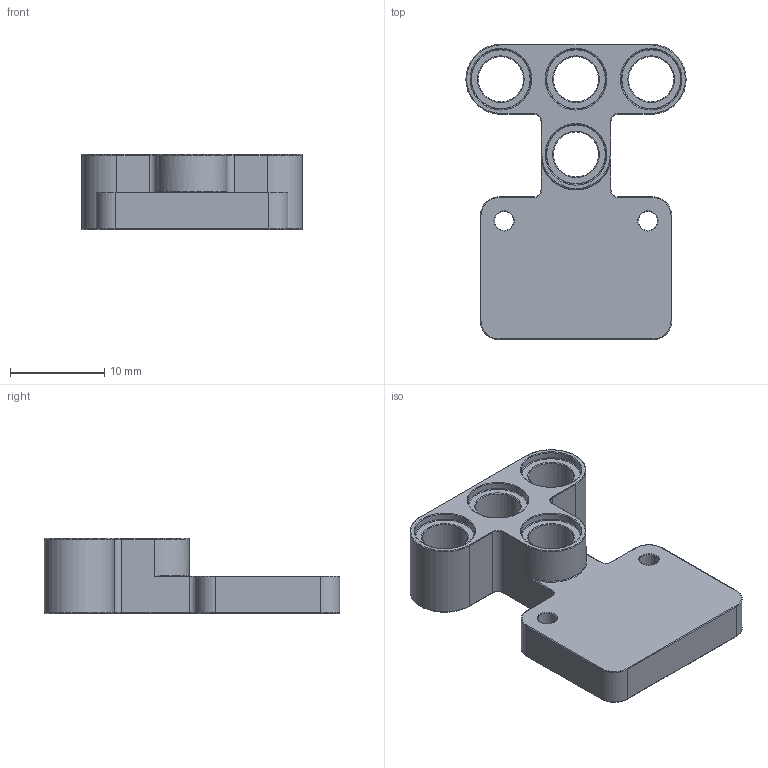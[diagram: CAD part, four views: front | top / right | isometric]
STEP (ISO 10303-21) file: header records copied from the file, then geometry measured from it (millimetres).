
FILE_DESCRIPTION(/* description */ (''),/* implementation_level */ '2;1');
FILE_NAME(/* name */ 'color_sensor_mount.step',/* time_stamp */ '2025-08-23T11:24:12+02:00',/* author */ (''),/* organization */ (''),/* preprocessor_version */ 'ST-DEVELOPER v20.1',/* originating_system */ 'Autodesk Translation Framework v14.10.0.0',/* authorisation */ '');
FILE_SCHEMA (('AUTOMOTIVE_DESIGN { 1 0 10303 214 3 1 1 }'));
Length unit declared in the file: millimetre
Products named in the file (1): color_sensor_mount
Bounding box: 23.35 x 31.32 x 7.97 mm (x, y, z)
Volume: 2285 mm3; surface area: 2203.9 mm2
Topology: 1 solids, 1 shells, 120 faces, 274 edges, 162 vertices
Faces by surface type: torus 50, cylinder 47, plane 21, bspline 2
Full cylindrical faces by diameter (mm): 2 x2, 4.782 x4, 6.376 x8
Entity records: 3522 total; most frequent: DIRECTION 694, CARTESIAN_POINT 627, ORIENTED_EDGE 544, AXIS2_PLACEMENT_3D 307, EDGE_CURVE 272, CIRCLE 188, VERTEX_POINT 162, EDGE_LOOP 140
